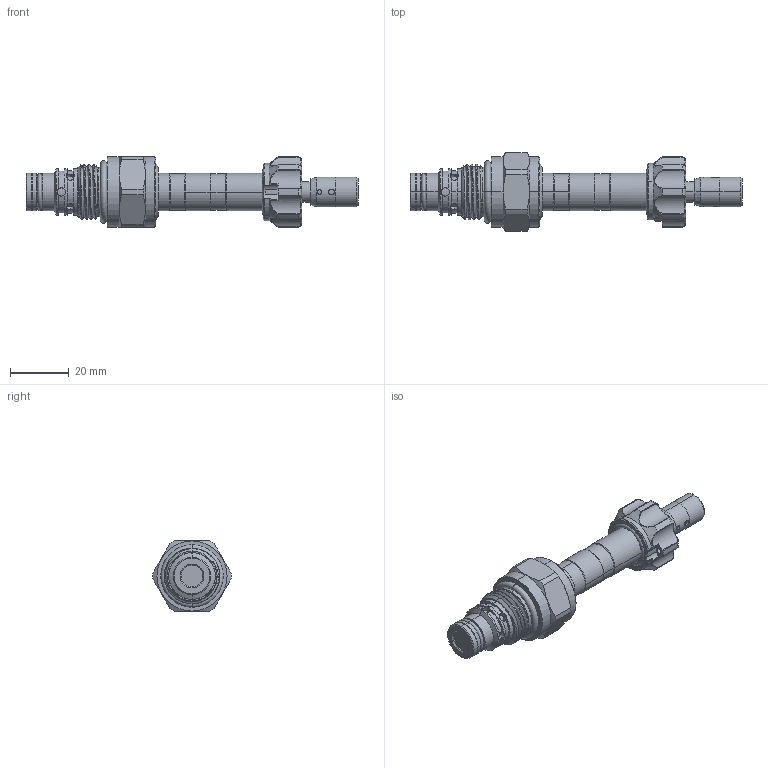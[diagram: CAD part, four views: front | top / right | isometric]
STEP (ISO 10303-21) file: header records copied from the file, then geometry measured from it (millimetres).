
FILE_DESCRIPTION (( 'STEP AP203' ), '1' );
FILE_NAME ('EP08W2A02T05.STEP', '2024-07-01T05:05:03', ( '' ), ( '' ), 'SwSTEP 2.0', 'SolidWorks 2018', '' );
FILE_SCHEMA (( 'CONFIG_CONTROL_DESIGN' ));
Length unit declared in the file: millimetre
Products named in the file (1): EP08W2A02T05
Bounding box: 112.7 x 26.66 x 24 mm (x, y, z)
Volume: 23404.9 mm3; surface area: 7953.1 mm2
Topology: 1 solids, 1 shells, 329 faces, 816 edges, 509 vertices
Faces by surface type: cylinder 167, plane 51, cone 44, bspline 38, torus 29
Entity records: 19329 total; most frequent: CARTESIAN_POINT 11832, ORIENTED_EDGE 1628, DIRECTION 1484, EDGE_CURVE 814, AXIS2_PLACEMENT_3D 624, VERTEX_POINT 509, EDGE_LOOP 353, CIRCLE 332
